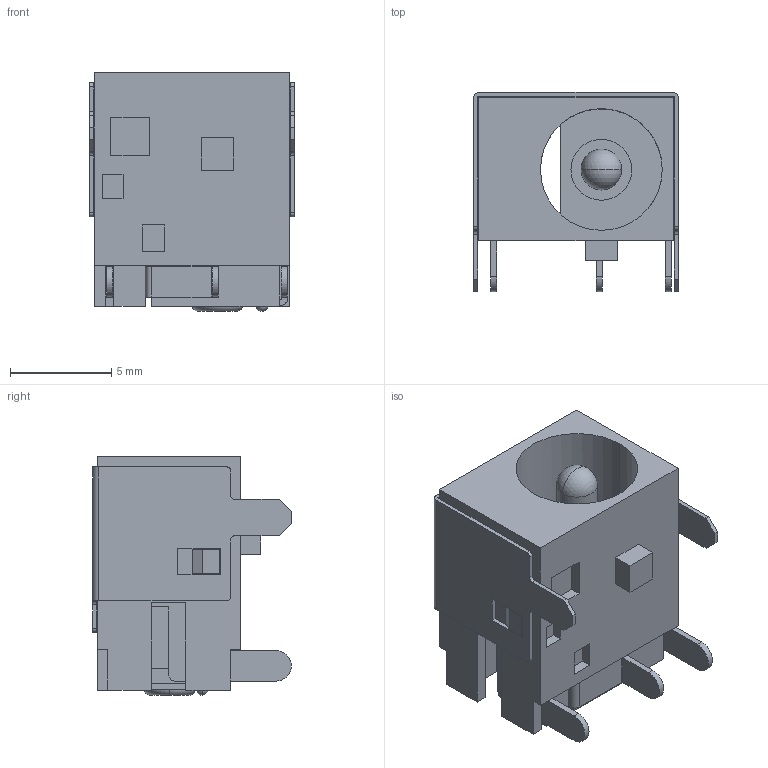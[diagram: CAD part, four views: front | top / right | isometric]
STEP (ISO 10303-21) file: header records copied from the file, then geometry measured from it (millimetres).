
FILE_DESCRIPTION(('STEP AP214'),'1');
FILE_NAME('pj-051ah.stp','2018-03-26T10:51:14',('TraceParts'),('TraceParts S.A.'),'Spatial InterOp 3D',' ',' ');
FILE_SCHEMA(('automotive_design'));
Length unit declared in the file: millimetre
Products named in the file (5): pj-051ah_1; pj-051ah_2; pj-051ah_3; pj-051ah_4; pj-051ah_5
Bounding box: 10.1 x 9.8 x 11.75 mm (x, y, z)
Volume: 516.2 mm3; surface area: 1348.5 mm2
Topology: 5 solids, 5 shells, 177 faces, 478 edges, 316 vertices
Faces by surface type: plane 138, cylinder 31, torus 4, sphere 4
Entity records: 7037 total; most frequent: CARTESIAN_POINT 972, ORIENTED_EDGE 948, DIRECTION 922, EDGE_CURVE 474, LINE 390, VECTOR 390, VERTEX_POINT 316, AXIS2_PLACEMENT_3D 266
